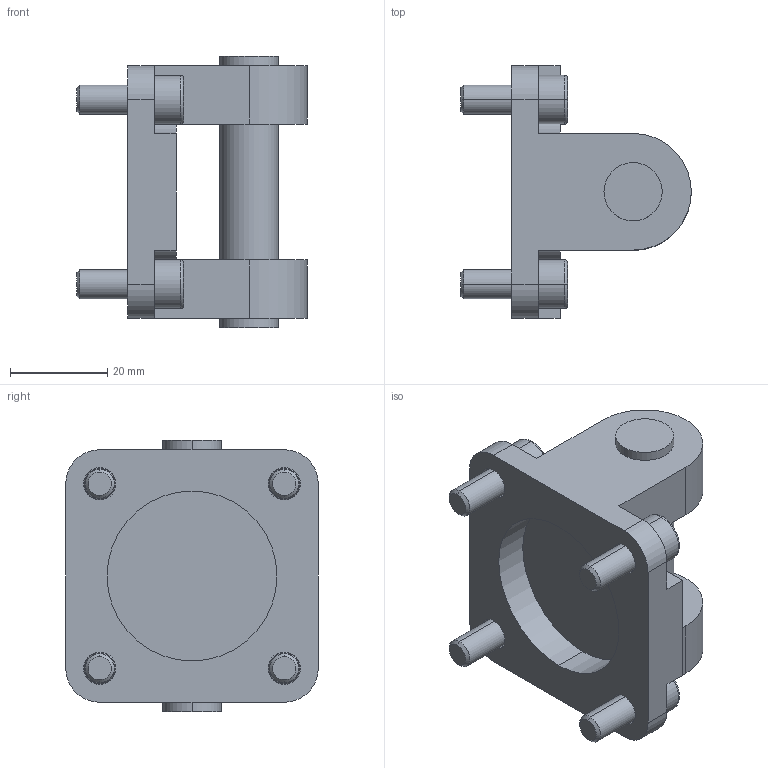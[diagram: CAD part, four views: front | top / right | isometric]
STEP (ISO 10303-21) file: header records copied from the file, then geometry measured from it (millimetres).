
FILE_DESCRIPTION (( 'STEP AP203' ), '1' );
FILE_NAME ('W0950402003.step', '2025-05-29T13:01:03', ( '' ), ( '' ), 'SwSTEP 2.0', 'SolidWorks 2024', '' );
FILE_SCHEMA (( 'CONFIG_CONTROL_DESIGN' ));
Length unit declared in the file: inch
Products named in the file (1): W0950402003
Bounding box: 47.5 x 52 x 56 mm (x, y, z)
Volume: 37048.5 mm3; surface area: 15331.6 mm2
Topology: 5 solids, 5 shells, 181 faces, 420 edges, 252 vertices
Faces by surface type: plane 83, cylinder 42, cone 32, torus 24
Entity records: 5265 total; most frequent: CARTESIAN_POINT 1022, DIRECTION 924, ORIENTED_EDGE 824, EDGE_CURVE 412, AXIS2_PLACEMENT_3D 362, VERTEX_POINT 252, EDGE_LOOP 202, LINE 200
